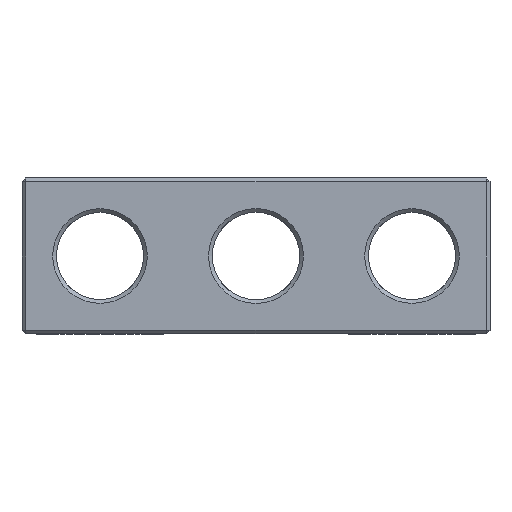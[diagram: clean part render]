
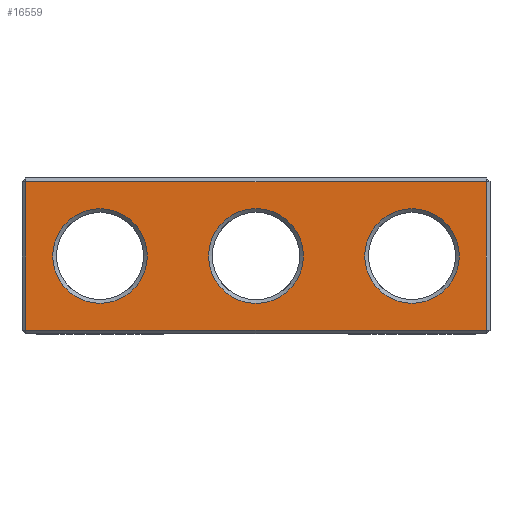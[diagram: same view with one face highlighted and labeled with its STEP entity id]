
A CAD part, front view. The second image highlights one B-rep face of the part: STEP entity #16559.
In plain terms, the highlighted planar face has unit normal (0, -1, 0).
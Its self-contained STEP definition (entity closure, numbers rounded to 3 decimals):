
#1553 = PLANE('',#1554);
#1554 = AXIS2_PLACEMENT_3D('',#1555,#1556,#1557);
#1555 = CARTESIAN_POINT('',(-31.25,-6.1,0.15));
#1556 = DIRECTION('',(0.,-0.707,-0.707));
#1557 = DIRECTION('',(-1.,-0.,-0.));
#10195 = VERTEX_POINT('',#10196);
#10196 = CARTESIAN_POINT('',(-30.95,-6.25,0.3));
#10222 = EDGE_CURVE('',#10195,#10223,#10225,.T.);
#10223 = VERTEX_POINT('',#10224);
#10224 = CARTESIAN_POINT('',(5.95,-6.25,0.3));
#10225 = SURFACE_CURVE('',#10226,(#10230,#10237),.PCURVE_S1.);
#10226 = LINE('',#10227,#10228);
#10227 = CARTESIAN_POINT('',(-31.25,-6.25,0.3));
#10228 = VECTOR('',#10229,1.);
#10229 = DIRECTION('',(1.,0.,0.));
#10230 = PCURVE('',#1553,#10231);
#10231 = DEFINITIONAL_REPRESENTATION('',(#10232),#10236);
#10232 = LINE('',#10233,#10234);
#10233 = CARTESIAN_POINT('',(-0.,-0.212));
#10234 = VECTOR('',#10235,1.);
#10235 = DIRECTION('',(-1.,0.));
#10236 = ( GEOMETRIC_REPRESENTATION_CONTEXT(2) 
PARAMETRIC_REPRESENTATION_CONTEXT() REPRESENTATION_CONTEXT('2D SPACE',''
  ) );
#10237 = PCURVE('',#10238,#10243);
#10238 = PLANE('',#10239);
#10239 = AXIS2_PLACEMENT_3D('',#10240,#10241,#10242);
#10240 = CARTESIAN_POINT('',(-31.25,-6.25,0.));
#10241 = DIRECTION('',(0.,1.,0.));
#10242 = DIRECTION('',(1.,0.,0.));
#10243 = DEFINITIONAL_REPRESENTATION('',(#10244),#10248);
#10244 = LINE('',#10245,#10246);
#10245 = CARTESIAN_POINT('',(0.,-0.3));
#10246 = VECTOR('',#10247,1.);
#10247 = DIRECTION('',(1.,0.));
#10248 = ( GEOMETRIC_REPRESENTATION_CONTEXT(2) 
PARAMETRIC_REPRESENTATION_CONTEXT() REPRESENTATION_CONTEXT('2D SPACE',''
  ) );
#16100 = PLANE('',#16101);
#16101 = AXIS2_PLACEMENT_3D('',#16102,#16103,#16104);
#16102 = CARTESIAN_POINT('',(6.1,-6.1,0.));
#16103 = DIRECTION('',(0.707,-0.707,0.));
#16104 = DIRECTION('',(-0.,-0.,-1.));
#16548 = PLANE('',#16549);
#16549 = AXIS2_PLACEMENT_3D('',#16550,#16551,#16552);
#16550 = CARTESIAN_POINT('',(-31.1,-6.1,0.));
#16551 = DIRECTION('',(-0.707,-0.707,0.));
#16552 = DIRECTION('',(-0.,-0.,-1.));
#16559 = ADVANCED_FACE('',(#16560,#16635,#16670,#16701),#10238,.F.);
#16560 = FACE_BOUND('',#16561,.F.);
#16561 = EDGE_LOOP('',(#16562,#16592,#16613,#16614));
#16562 = ORIENTED_EDGE('',*,*,#16563,.T.);
#16563 = EDGE_CURVE('',#16564,#16566,#16568,.T.);
#16564 = VERTEX_POINT('',#16565);
#16565 = CARTESIAN_POINT('',(-30.95,-6.25,12.2));
#16566 = VERTEX_POINT('',#16567);
#16567 = CARTESIAN_POINT('',(5.95,-6.25,12.2));
#16568 = SURFACE_CURVE('',#16569,(#16573,#16580),.PCURVE_S1.);
#16569 = LINE('',#16570,#16571);
#16570 = CARTESIAN_POINT('',(-31.25,-6.25,12.2));
#16571 = VECTOR('',#16572,1.);
#16572 = DIRECTION('',(1.,0.,0.));
#16573 = PCURVE('',#10238,#16574);
#16574 = DEFINITIONAL_REPRESENTATION('',(#16575),#16579);
#16575 = LINE('',#16576,#16577);
#16576 = CARTESIAN_POINT('',(0.,-12.2));
#16577 = VECTOR('',#16578,1.);
#16578 = DIRECTION('',(1.,0.));
#16579 = ( GEOMETRIC_REPRESENTATION_CONTEXT(2) 
PARAMETRIC_REPRESENTATION_CONTEXT() REPRESENTATION_CONTEXT('2D SPACE',''
  ) );
#16580 = PCURVE('',#16581,#16586);
#16581 = PLANE('',#16582);
#16582 = AXIS2_PLACEMENT_3D('',#16583,#16584,#16585);
#16583 = CARTESIAN_POINT('',(-31.25,-6.1,12.35));
#16584 = DIRECTION('',(0.,0.707,-0.707));
#16585 = DIRECTION('',(-1.,-0.,-0.));
#16586 = DEFINITIONAL_REPRESENTATION('',(#16587),#16591);
#16587 = LINE('',#16588,#16589);
#16588 = CARTESIAN_POINT('',(-0.,-0.212));
#16589 = VECTOR('',#16590,1.);
#16590 = DIRECTION('',(-1.,0.));
#16591 = ( GEOMETRIC_REPRESENTATION_CONTEXT(2) 
PARAMETRIC_REPRESENTATION_CONTEXT() REPRESENTATION_CONTEXT('2D SPACE',''
  ) );
#16592 = ORIENTED_EDGE('',*,*,#16593,.F.);
#16593 = EDGE_CURVE('',#10223,#16566,#16594,.T.);
#16594 = SURFACE_CURVE('',#16595,(#16599,#16606),.PCURVE_S1.);
#16595 = LINE('',#16596,#16597);
#16596 = CARTESIAN_POINT('',(5.95,-6.25,0.));
#16597 = VECTOR('',#16598,1.);
#16598 = DIRECTION('',(0.,0.,1.));
#16599 = PCURVE('',#10238,#16600);
#16600 = DEFINITIONAL_REPRESENTATION('',(#16601),#16605);
#16601 = LINE('',#16602,#16603);
#16602 = CARTESIAN_POINT('',(37.2,0.));
#16603 = VECTOR('',#16604,1.);
#16604 = DIRECTION('',(0.,-1.));
#16605 = ( GEOMETRIC_REPRESENTATION_CONTEXT(2) 
PARAMETRIC_REPRESENTATION_CONTEXT() REPRESENTATION_CONTEXT('2D SPACE',''
  ) );
#16606 = PCURVE('',#16100,#16607);
#16607 = DEFINITIONAL_REPRESENTATION('',(#16608),#16612);
#16608 = LINE('',#16609,#16610);
#16609 = CARTESIAN_POINT('',(-0.,-0.212));
#16610 = VECTOR('',#16611,1.);
#16611 = DIRECTION('',(-1.,0.));
#16612 = ( GEOMETRIC_REPRESENTATION_CONTEXT(2) 
PARAMETRIC_REPRESENTATION_CONTEXT() REPRESENTATION_CONTEXT('2D SPACE',''
  ) );
#16613 = ORIENTED_EDGE('',*,*,#10222,.F.);
#16614 = ORIENTED_EDGE('',*,*,#16615,.T.);
#16615 = EDGE_CURVE('',#10195,#16564,#16616,.T.);
#16616 = SURFACE_CURVE('',#16617,(#16621,#16628),.PCURVE_S1.);
#16617 = LINE('',#16618,#16619);
#16618 = CARTESIAN_POINT('',(-30.95,-6.25,0.));
#16619 = VECTOR('',#16620,1.);
#16620 = DIRECTION('',(0.,0.,1.));
#16621 = PCURVE('',#10238,#16622);
#16622 = DEFINITIONAL_REPRESENTATION('',(#16623),#16627);
#16623 = LINE('',#16624,#16625);
#16624 = CARTESIAN_POINT('',(0.3,0.));
#16625 = VECTOR('',#16626,1.);
#16626 = DIRECTION('',(0.,-1.));
#16627 = ( GEOMETRIC_REPRESENTATION_CONTEXT(2) 
PARAMETRIC_REPRESENTATION_CONTEXT() REPRESENTATION_CONTEXT('2D SPACE',''
  ) );
#16628 = PCURVE('',#16548,#16629);
#16629 = DEFINITIONAL_REPRESENTATION('',(#16630),#16634);
#16630 = LINE('',#16631,#16632);
#16631 = CARTESIAN_POINT('',(-0.,0.212));
#16632 = VECTOR('',#16633,1.);
#16633 = DIRECTION('',(-1.,0.));
#16634 = ( GEOMETRIC_REPRESENTATION_CONTEXT(2) 
PARAMETRIC_REPRESENTATION_CONTEXT() REPRESENTATION_CONTEXT('2D SPACE',''
  ) );
#16635 = FACE_BOUND('',#16636,.F.);
#16636 = EDGE_LOOP('',(#16637));
#16637 = ORIENTED_EDGE('',*,*,#16638,.T.);
#16638 = EDGE_CURVE('',#16639,#16639,#16641,.T.);
#16639 = VERTEX_POINT('',#16640);
#16640 = CARTESIAN_POINT('',(-25.,-6.25,10.04));
#16641 = SURFACE_CURVE('',#16642,(#16647,#16658),.PCURVE_S1.);
#16642 = CIRCLE('',#16643,3.79);
#16643 = AXIS2_PLACEMENT_3D('',#16644,#16645,#16646);
#16644 = CARTESIAN_POINT('',(-25.,-6.25,6.25));
#16645 = DIRECTION('',(0.,-1.,0.));
#16646 = DIRECTION('',(0.,0.,1.));
#16647 = PCURVE('',#10238,#16648);
#16648 = DEFINITIONAL_REPRESENTATION('',(#16649),#16657);
#16649 = ( BOUNDED_CURVE() B_SPLINE_CURVE(2,(#16650,#16651,#16652,#16653
    ,#16654,#16655,#16656),.UNSPECIFIED.,.T.,.F.) 
B_SPLINE_CURVE_WITH_KNOTS((1,2,2,2,2,1),(-2.094,0.,
    2.094,4.189,6.283,8.378),
.UNSPECIFIED.) CURVE() GEOMETRIC_REPRESENTATION_ITEM() 
RATIONAL_B_SPLINE_CURVE((1.,0.5,1.,0.5,1.,0.5,1.)) REPRESENTATION_ITEM(
  '') );
#16650 = CARTESIAN_POINT('',(6.25,-10.04));
#16651 = CARTESIAN_POINT('',(-0.314,-10.04));
#16652 = CARTESIAN_POINT('',(2.968,-4.355));
#16653 = CARTESIAN_POINT('',(6.25,1.33));
#16654 = CARTESIAN_POINT('',(9.532,-4.355));
#16655 = CARTESIAN_POINT('',(12.814,-10.04));
#16656 = CARTESIAN_POINT('',(6.25,-10.04));
#16657 = ( GEOMETRIC_REPRESENTATION_CONTEXT(2) 
PARAMETRIC_REPRESENTATION_CONTEXT() REPRESENTATION_CONTEXT('2D SPACE',''
  ) );
#16658 = PCURVE('',#16659,#16664);
#16659 = CONICAL_SURFACE('',#16660,3.49,0.785);
#16660 = AXIS2_PLACEMENT_3D('',#16661,#16662,#16663);
#16661 = CARTESIAN_POINT('',(-25.,-5.95,6.25));
#16662 = DIRECTION('',(0.,-1.,0.));
#16663 = DIRECTION('',(0.,0.,1.));
#16664 = DEFINITIONAL_REPRESENTATION('',(#16665),#16669);
#16665 = LINE('',#16666,#16667);
#16666 = CARTESIAN_POINT('',(0.,0.3));
#16667 = VECTOR('',#16668,1.);
#16668 = DIRECTION('',(1.,0.));
#16669 = ( GEOMETRIC_REPRESENTATION_CONTEXT(2) 
PARAMETRIC_REPRESENTATION_CONTEXT() REPRESENTATION_CONTEXT('2D SPACE',''
  ) );
#16670 = FACE_BOUND('',#16671,.F.);
#16671 = EDGE_LOOP('',(#16672));
#16672 = ORIENTED_EDGE('',*,*,#16673,.F.);
#16673 = EDGE_CURVE('',#16674,#16674,#16676,.T.);
#16674 = VERTEX_POINT('',#16675);
#16675 = CARTESIAN_POINT('',(-12.5,-6.25,10.05));
#16676 = SURFACE_CURVE('',#16677,(#16682,#16689),.PCURVE_S1.);
#16677 = CIRCLE('',#16678,3.8);
#16678 = AXIS2_PLACEMENT_3D('',#16679,#16680,#16681);
#16679 = CARTESIAN_POINT('',(-12.5,-6.25,6.25));
#16680 = DIRECTION('',(0.,1.,0.));
#16681 = DIRECTION('',(0.,0.,1.));
#16682 = PCURVE('',#10238,#16683);
#16683 = DEFINITIONAL_REPRESENTATION('',(#16684),#16688);
#16684 = CIRCLE('',#16685,3.8);
#16685 = AXIS2_PLACEMENT_2D('',#16686,#16687);
#16686 = CARTESIAN_POINT('',(18.75,-6.25));
#16687 = DIRECTION('',(0.,-1.));
#16688 = ( GEOMETRIC_REPRESENTATION_CONTEXT(2) 
PARAMETRIC_REPRESENTATION_CONTEXT() REPRESENTATION_CONTEXT('2D SPACE',''
  ) );
#16689 = PCURVE('',#16690,#16695);
#16690 = CONICAL_SURFACE('',#16691,3.5,0.785);
#16691 = AXIS2_PLACEMENT_3D('',#16692,#16693,#16694);
#16692 = CARTESIAN_POINT('',(-12.5,-5.95,6.25));
#16693 = DIRECTION('',(0.,-1.,0.));
#16694 = DIRECTION('',(0.,0.,1.));
#16695 = DEFINITIONAL_REPRESENTATION('',(#16696),#16700);
#16696 = LINE('',#16697,#16698);
#16697 = CARTESIAN_POINT('',(-0.,0.3));
#16698 = VECTOR('',#16699,1.);
#16699 = DIRECTION('',(-1.,0.));
#16700 = ( GEOMETRIC_REPRESENTATION_CONTEXT(2) 
PARAMETRIC_REPRESENTATION_CONTEXT() REPRESENTATION_CONTEXT('2D SPACE',''
  ) );
#16701 = FACE_BOUND('',#16702,.F.);
#16702 = EDGE_LOOP('',(#16703));
#16703 = ORIENTED_EDGE('',*,*,#16704,.F.);
#16704 = EDGE_CURVE('',#16705,#16705,#16707,.T.);
#16705 = VERTEX_POINT('',#16706);
#16706 = CARTESIAN_POINT('',(0.,-6.25,10.04));
#16707 = SURFACE_CURVE('',#16708,(#16713,#16720),.PCURVE_S1.);
#16708 = CIRCLE('',#16709,3.79);
#16709 = AXIS2_PLACEMENT_3D('',#16710,#16711,#16712);
#16710 = CARTESIAN_POINT('',(0.,-6.25,6.25));
#16711 = DIRECTION('',(0.,1.,0.));
#16712 = DIRECTION('',(0.,0.,1.));
#16713 = PCURVE('',#10238,#16714);
#16714 = DEFINITIONAL_REPRESENTATION('',(#16715),#16719);
#16715 = CIRCLE('',#16716,3.79);
#16716 = AXIS2_PLACEMENT_2D('',#16717,#16718);
#16717 = CARTESIAN_POINT('',(31.25,-6.25));
#16718 = DIRECTION('',(0.,-1.));
#16719 = ( GEOMETRIC_REPRESENTATION_CONTEXT(2) 
PARAMETRIC_REPRESENTATION_CONTEXT() REPRESENTATION_CONTEXT('2D SPACE',''
  ) );
#16720 = PCURVE('',#16721,#16726);
#16721 = CONICAL_SURFACE('',#16722,3.79,0.785);
#16722 = AXIS2_PLACEMENT_3D('',#16723,#16724,#16725);
#16723 = CARTESIAN_POINT('',(0.,-6.25,6.25));
#16724 = DIRECTION('',(0.,-1.,0.));
#16725 = DIRECTION('',(0.,0.,1.));
#16726 = DEFINITIONAL_REPRESENTATION('',(#16727),#16731);
#16727 = LINE('',#16728,#16729);
#16728 = CARTESIAN_POINT('',(-0.,-0.));
#16729 = VECTOR('',#16730,1.);
#16730 = DIRECTION('',(-1.,-0.));
#16731 = ( GEOMETRIC_REPRESENTATION_CONTEXT(2) 
PARAMETRIC_REPRESENTATION_CONTEXT() REPRESENTATION_CONTEXT('2D SPACE',''
  ) );
